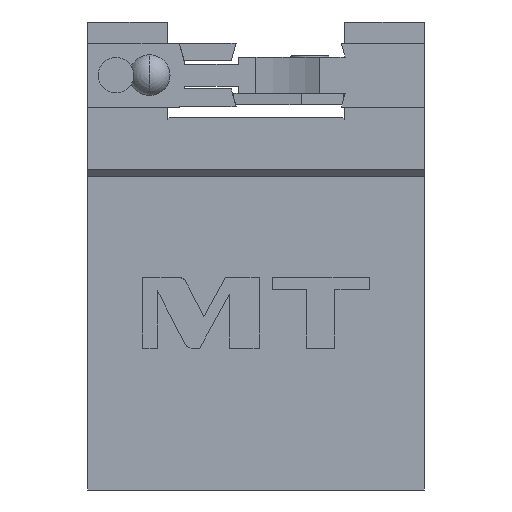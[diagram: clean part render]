
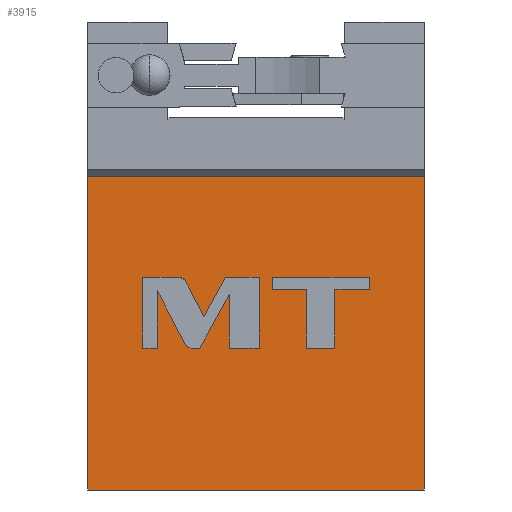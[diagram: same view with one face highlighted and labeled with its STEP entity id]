
A CAD part, left-side view. The second image highlights one B-rep face of the part: STEP entity #3915.
In plain terms, the highlighted planar face has unit normal (-1, 0, 0).
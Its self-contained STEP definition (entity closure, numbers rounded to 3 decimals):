
#293=DIRECTION('',(0.,0.,1.));
#294=VECTOR('',#293,88.5);
#295=CARTESIAN_POINT('',(-20.,-47.5,-50.));
#296=LINE('',#295,#294);
#955=DIRECTION('',(0.,0.,1.));
#956=VECTOR('',#955,88.5);
#957=CARTESIAN_POINT('',(-20.,47.5,-50.));
#958=LINE('',#957,#956);
#971=DIRECTION('',(0.,1.,0.));
#972=VECTOR('',#971,95.);
#973=CARTESIAN_POINT('',(-20.,-47.5,38.5));
#974=LINE('',#973,#972);
#975=CARTESIAN_POINT('',(-20.,19.771,8.698));
#976=CARTESIAN_POINT('',(-20.,20.186,9.501));
#977=CARTESIAN_POINT('',(-20.,21.006,10.));
#978=CARTESIAN_POINT('',(-20.,21.91,10.));
#980=DIRECTION('',(0.,1.,0.));
#981=VECTOR('',#980,10.054);
#982=CARTESIAN_POINT('',(-20.,21.91,10.));
#983=LINE('',#982,#981);
#984=DIRECTION('',(0.,0.,-1.));
#985=VECTOR('',#984,20.);
#986=CARTESIAN_POINT('',(-20.,31.964,10.));
#987=LINE('',#986,#985);
#988=DIRECTION('',(0.,-1.,0.));
#989=VECTOR('',#988,4.16);
#990=CARTESIAN_POINT('',(-20.,31.964,-10.));
#991=LINE('',#990,#989);
#992=DIRECTION('',(0.,0.,1.));
#993=VECTOR('',#992,16.202);
#994=CARTESIAN_POINT('',(-20.,27.804,-10.));
#995=LINE('',#994,#993);
#996=DIRECTION('',(0.,-0.459,-0.888));
#997=VECTOR('',#996,16.774);
#998=CARTESIAN_POINT('',(-20.,27.804,6.202));
#999=LINE('',#998,#997);
#1000=CARTESIAN_POINT('',(-20.,20.1,-8.698));
#1001=CARTESIAN_POINT('',(-20.,19.684,-9.502));
#1002=CARTESIAN_POINT('',(-20.,18.863,-10.));
#1003=CARTESIAN_POINT('',(-20.,17.958,-10.));
#1005=DIRECTION('',(0.,-1.,0.));
#1006=VECTOR('',#1005,2.086);
#1007=CARTESIAN_POINT('',(-20.,17.958,-10.));
#1008=LINE('',#1007,#1006);
#1009=DIRECTION('',(0.,-0.481,0.877));
#1010=VECTOR('',#1009,17.353);
#1011=CARTESIAN_POINT('',(-20.,15.872,-10.));
#1012=LINE('',#1011,#1010);
#1013=DIRECTION('',(0.,0.,-1.));
#1014=VECTOR('',#1013,15.212);
#1015=CARTESIAN_POINT('',(-20.,7.522,5.212));
#1016=LINE('',#1015,#1014);
#1017=DIRECTION('',(0.,-1.,0.));
#1018=VECTOR('',#1017,8.416);
#1019=CARTESIAN_POINT('',(-20.,7.522,-10.));
#1020=LINE('',#1019,#1018);
#1021=DIRECTION('',(0.,0.,1.));
#1022=VECTOR('',#1021,20.);
#1023=CARTESIAN_POINT('',(-20.,-0.894,-10.));
#1024=LINE('',#1023,#1022);
#1025=DIRECTION('',(0.,1.,0.));
#1026=VECTOR('',#1025,9.488);
#1027=CARTESIAN_POINT('',(-20.,-0.894,10.));
#1028=LINE('',#1027,#1026);
#1029=DIRECTION('',(0.,0.481,-0.877));
#1030=VECTOR('',#1029,12.681);
#1031=CARTESIAN_POINT('',(-20.,8.594,10.));
#1032=LINE('',#1031,#1030);
#1033=DIRECTION('',(0.,0.459,0.888));
#1034=VECTOR('',#1033,11.049);
#1035=CARTESIAN_POINT('',(-20.,14.696,-1.116));
#1036=LINE('',#1035,#1034);
#1037=DIRECTION('',(0.,0.,-1.));
#1038=VECTOR('',#1037,16.594);
#1039=CARTESIAN_POINT('',(-20.,-14.344,6.594));
#1040=LINE('',#1039,#1038);
#1041=DIRECTION('',(0.,-1.,0.));
#1042=VECTOR('',#1041,7.922);
#1043=CARTESIAN_POINT('',(-20.,-14.344,-10.));
#1044=LINE('',#1043,#1042);
#1045=DIRECTION('',(0.,0.,1.));
#1046=VECTOR('',#1045,16.594);
#1047=CARTESIAN_POINT('',(-20.,-22.266,-10.));
#1048=LINE('',#1047,#1046);
#1049=DIRECTION('',(0.,-1.,0.));
#1050=VECTOR('',#1049,9.696);
#1051=CARTESIAN_POINT('',(-20.,-22.266,6.594));
#1052=LINE('',#1051,#1050);
#1053=DIRECTION('',(0.,0.,1.));
#1054=VECTOR('',#1053,3.406);
#1055=CARTESIAN_POINT('',(-20.,-31.962,6.594));
#1056=LINE('',#1055,#1054);
#1057=DIRECTION('',(0.,1.,0.));
#1058=VECTOR('',#1057,27.314);
#1059=CARTESIAN_POINT('',(-20.,-31.962,10.));
#1060=LINE('',#1059,#1058);
#1061=DIRECTION('',(0.,0.,-1.));
#1062=VECTOR('',#1061,3.406);
#1063=CARTESIAN_POINT('',(-20.,-4.648,10.));
#1064=LINE('',#1063,#1062);
#1065=DIRECTION('',(0.,-1.,0.));
#1066=VECTOR('',#1065,9.696);
#1067=CARTESIAN_POINT('',(-20.,-4.648,6.594));
#1068=LINE('',#1067,#1066);
#1069=DIRECTION('',(0.,1.,0.));
#1070=VECTOR('',#1069,95.);
#1071=CARTESIAN_POINT('',(-20.,-47.5,-50.));
#1072=LINE('',#1071,#1070);
#1937=CARTESIAN_POINT('',(-20.,-47.5,-50.));
#1938=CARTESIAN_POINT('',(-20.,47.5,-50.));
#1939=VERTEX_POINT('',#1937);
#1940=VERTEX_POINT('',#1938);
#1941=CARTESIAN_POINT('',(-20.,-47.5,38.5));
#1942=CARTESIAN_POINT('',(-20.,47.5,38.5));
#1943=VERTEX_POINT('',#1941);
#1944=VERTEX_POINT('',#1942);
#2410=VERTEX_POINT('',#975);
#2411=VERTEX_POINT('',#978);
#2412=CARTESIAN_POINT('',(-20.,31.964,10.));
#2413=VERTEX_POINT('',#2412);
#2414=CARTESIAN_POINT('',(-20.,31.964,-10.));
#2415=VERTEX_POINT('',#2414);
#2416=CARTESIAN_POINT('',(-20.,27.804,-10.));
#2417=VERTEX_POINT('',#2416);
#2418=CARTESIAN_POINT('',(-20.,27.804,6.202));
#2419=VERTEX_POINT('',#2418);
#2420=CARTESIAN_POINT('',(-20.,20.1,-8.698));
#2421=VERTEX_POINT('',#2420);
#2422=VERTEX_POINT('',#1003);
#2423=CARTESIAN_POINT('',(-20.,15.872,-10.));
#2424=VERTEX_POINT('',#2423);
#2425=CARTESIAN_POINT('',(-20.,7.522,5.212));
#2426=VERTEX_POINT('',#2425);
#2427=CARTESIAN_POINT('',(-20.,7.522,-10.));
#2428=VERTEX_POINT('',#2427);
#2429=CARTESIAN_POINT('',(-20.,-0.894,-10.));
#2430=VERTEX_POINT('',#2429);
#2431=CARTESIAN_POINT('',(-20.,-0.894,10.));
#2432=VERTEX_POINT('',#2431);
#2433=CARTESIAN_POINT('',(-20.,8.594,10.));
#2434=VERTEX_POINT('',#2433);
#2435=CARTESIAN_POINT('',(-20.,14.696,-1.116));
#2436=VERTEX_POINT('',#2435);
#2437=CARTESIAN_POINT('',(-20.,-14.344,6.594));
#2438=CARTESIAN_POINT('',(-20.,-14.344,-10.));
#2439=VERTEX_POINT('',#2437);
#2440=VERTEX_POINT('',#2438);
#2441=CARTESIAN_POINT('',(-20.,-22.266,-10.));
#2442=VERTEX_POINT('',#2441);
#2443=CARTESIAN_POINT('',(-20.,-22.266,6.594));
#2444=VERTEX_POINT('',#2443);
#2445=CARTESIAN_POINT('',(-20.,-31.962,6.594));
#2446=VERTEX_POINT('',#2445);
#2447=CARTESIAN_POINT('',(-20.,-31.962,10.));
#2448=VERTEX_POINT('',#2447);
#2449=CARTESIAN_POINT('',(-20.,-4.648,10.));
#2450=VERTEX_POINT('',#2449);
#2451=CARTESIAN_POINT('',(-20.,-4.648,6.594));
#2452=VERTEX_POINT('',#2451);
#3853=CARTESIAN_POINT('',(-20.,37.5,-30.));
#3854=DIRECTION('',(1.,0.,0.));
#3855=DIRECTION('',(0.,0.,-1.));
#3856=AXIS2_PLACEMENT_3D('',#3853,#3854,#3855);
#3857=PLANE('',#3856);
#3859=ORIENTED_EDGE('',*,*,#3858,.T.);
#3860=ORIENTED_EDGE('',*,*,#3806,.T.);
#3861=ORIENTED_EDGE('',*,*,#3847,.F.);
#3862=ORIENTED_EDGE('',*,*,#2776,.F.);
#3863=EDGE_LOOP('',(#3859,#3860,#3861,#3862));
#3864=FACE_OUTER_BOUND('',#3863,.F.);
#3866=ORIENTED_EDGE('',*,*,#3865,.T.);
#3868=ORIENTED_EDGE('',*,*,#3867,.T.);
#3870=ORIENTED_EDGE('',*,*,#3869,.T.);
#3872=ORIENTED_EDGE('',*,*,#3871,.T.);
#3874=ORIENTED_EDGE('',*,*,#3873,.T.);
#3876=ORIENTED_EDGE('',*,*,#3875,.T.);
#3878=ORIENTED_EDGE('',*,*,#3877,.T.);
#3880=ORIENTED_EDGE('',*,*,#3879,.T.);
#3882=ORIENTED_EDGE('',*,*,#3881,.T.);
#3884=ORIENTED_EDGE('',*,*,#3883,.T.);
#3886=ORIENTED_EDGE('',*,*,#3885,.T.);
#3888=ORIENTED_EDGE('',*,*,#3887,.T.);
#3890=ORIENTED_EDGE('',*,*,#3889,.T.);
#3892=ORIENTED_EDGE('',*,*,#3891,.T.);
#3894=ORIENTED_EDGE('',*,*,#3893,.T.);
#3895=EDGE_LOOP('',(#3866,#3868,#3870,#3872,#3874,#3876,#3878,#3880,#3882,#3884,
#3886,#3888,#3890,#3892,#3894));
#3896=FACE_BOUND('',#3895,.F.);
#3898=ORIENTED_EDGE('',*,*,#3897,.T.);
#3900=ORIENTED_EDGE('',*,*,#3899,.T.);
#3902=ORIENTED_EDGE('',*,*,#3901,.T.);
#3904=ORIENTED_EDGE('',*,*,#3903,.T.);
#3906=ORIENTED_EDGE('',*,*,#3905,.T.);
#3908=ORIENTED_EDGE('',*,*,#3907,.T.);
#3910=ORIENTED_EDGE('',*,*,#3909,.T.);
#3912=ORIENTED_EDGE('',*,*,#3911,.T.);
#3913=EDGE_LOOP('',(#3898,#3900,#3902,#3904,#3906,#3908,#3910,#3912));
#3914=FACE_BOUND('',#3913,.F.);
#3915=ADVANCED_FACE('',(#3864,#3896,#3914),#3857,.F.);
#979=B_SPLINE_CURVE_WITH_KNOTS('',3,(#975,#976,#977,#978),.UNSPECIFIED.,.F.,.F.,
(4,4),(0.,1.),.UNSPECIFIED.);
#1004=B_SPLINE_CURVE_WITH_KNOTS('',3,(#1000,#1001,#1002,#1003),.UNSPECIFIED.,
.F.,.F.,(4,4),(0.,1.),.UNSPECIFIED.);
#2776=EDGE_CURVE('',#1939,#1943,#296,.T.);
#3806=EDGE_CURVE('',#1940,#1944,#958,.T.);
#3847=EDGE_CURVE('',#1943,#1944,#974,.T.);
#3858=EDGE_CURVE('',#1939,#1940,#1072,.T.);
#3865=EDGE_CURVE('',#2410,#2411,#979,.T.);
#3867=EDGE_CURVE('',#2411,#2413,#983,.T.);
#3869=EDGE_CURVE('',#2413,#2415,#987,.T.);
#3871=EDGE_CURVE('',#2415,#2417,#991,.T.);
#3873=EDGE_CURVE('',#2417,#2419,#995,.T.);
#3875=EDGE_CURVE('',#2419,#2421,#999,.T.);
#3877=EDGE_CURVE('',#2421,#2422,#1004,.T.);
#3879=EDGE_CURVE('',#2422,#2424,#1008,.T.);
#3881=EDGE_CURVE('',#2424,#2426,#1012,.T.);
#3883=EDGE_CURVE('',#2426,#2428,#1016,.T.);
#3885=EDGE_CURVE('',#2428,#2430,#1020,.T.);
#3887=EDGE_CURVE('',#2430,#2432,#1024,.T.);
#3889=EDGE_CURVE('',#2432,#2434,#1028,.T.);
#3891=EDGE_CURVE('',#2434,#2436,#1032,.T.);
#3893=EDGE_CURVE('',#2436,#2410,#1036,.T.);
#3897=EDGE_CURVE('',#2439,#2440,#1040,.T.);
#3899=EDGE_CURVE('',#2440,#2442,#1044,.T.);
#3901=EDGE_CURVE('',#2442,#2444,#1048,.T.);
#3903=EDGE_CURVE('',#2444,#2446,#1052,.T.);
#3905=EDGE_CURVE('',#2446,#2448,#1056,.T.);
#3907=EDGE_CURVE('',#2448,#2450,#1060,.T.);
#3909=EDGE_CURVE('',#2450,#2452,#1064,.T.);
#3911=EDGE_CURVE('',#2452,#2439,#1068,.T.);
